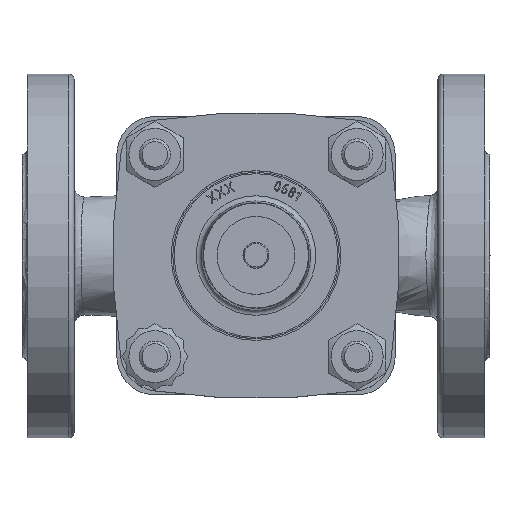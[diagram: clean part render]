
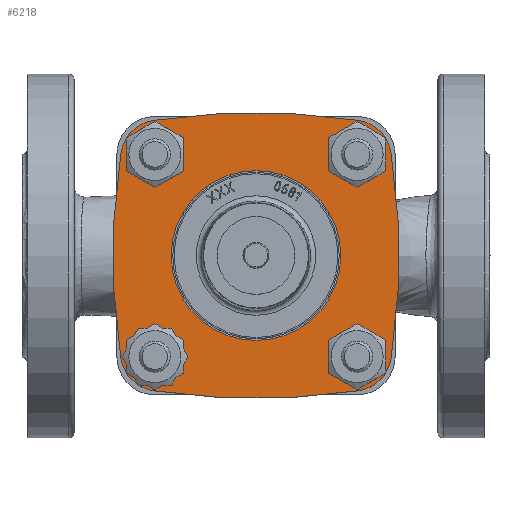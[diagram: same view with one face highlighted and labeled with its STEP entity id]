
A CAD part, top view. The second image highlights one B-rep face of the part: STEP entity #6218.
In plain terms, the highlighted planar face has unit normal (0, 0, 1).
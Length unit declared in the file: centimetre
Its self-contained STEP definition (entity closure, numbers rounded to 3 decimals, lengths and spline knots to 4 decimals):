
#1315=FACE_BOUND('',#1896,.T.);
#1316=FACE_BOUND('',#1897,.T.);
#1317=FACE_BOUND('',#1898,.T.);
#1318=FACE_BOUND('',#1899,.T.);
#1319=FACE_BOUND('',#1900,.T.);
#1495=FACE_OUTER_BOUND('',#1895,.T.);
#1895=EDGE_LOOP('',(#4204,#4205,#4206,#4207,#4208,#4209,#4210,#4211));
#1896=EDGE_LOOP('',(#4212));
#1897=EDGE_LOOP('',(#4213));
#1898=EDGE_LOOP('',(#4214));
#1899=EDGE_LOOP('',(#4215));
#1900=EDGE_LOOP('',(#4216));
#2412=CIRCLE('',#6625,1.5);
#2413=CIRCLE('',#6626,26.);
#2414=CIRCLE('',#6627,1.5);
#2415=CIRCLE('',#6628,26.);
#2416=CIRCLE('',#6629,1.5);
#2417=CIRCLE('',#6630,26.);
#2418=CIRCLE('',#6631,1.5);
#2419=CIRCLE('',#6632,26.);
#2420=CIRCLE('',#6633,1.);
#2421=CIRCLE('',#6634,1.);
#2422=CIRCLE('',#6635,1.);
#2423=CIRCLE('',#6636,1.);
#2424=CIRCLE('',#6637,3.265);
#2639=VERTEX_POINT('',#8414);
#2640=VERTEX_POINT('',#8415);
#2641=VERTEX_POINT('',#8417);
#2642=VERTEX_POINT('',#8419);
#2643=VERTEX_POINT('',#8421);
#2644=VERTEX_POINT('',#8423);
#2645=VERTEX_POINT('',#8425);
#2646=VERTEX_POINT('',#8427);
#2647=VERTEX_POINT('',#8430);
#2648=VERTEX_POINT('',#8432);
#2649=VERTEX_POINT('',#8434);
#2650=VERTEX_POINT('',#8436);
#2651=VERTEX_POINT('',#8438);
#3272=EDGE_CURVE('',#2639,#2640,#2412,.T.);
#3273=EDGE_CURVE('',#2641,#2639,#2413,.T.);
#3274=EDGE_CURVE('',#2642,#2641,#2414,.T.);
#3275=EDGE_CURVE('',#2643,#2642,#2415,.T.);
#3276=EDGE_CURVE('',#2644,#2643,#2416,.T.);
#3277=EDGE_CURVE('',#2645,#2644,#2417,.T.);
#3278=EDGE_CURVE('',#2646,#2645,#2418,.T.);
#3279=EDGE_CURVE('',#2640,#2646,#2419,.T.);
#3280=EDGE_CURVE('',#2647,#2647,#2420,.T.);
#3281=EDGE_CURVE('',#2648,#2648,#2421,.T.);
#3282=EDGE_CURVE('',#2649,#2649,#2422,.T.);
#3283=EDGE_CURVE('',#2650,#2650,#2423,.T.);
#3284=EDGE_CURVE('',#2651,#2651,#2424,.T.);
#4204=ORIENTED_EDGE('',*,*,#3272,.F.);
#4205=ORIENTED_EDGE('',*,*,#3273,.F.);
#4206=ORIENTED_EDGE('',*,*,#3274,.F.);
#4207=ORIENTED_EDGE('',*,*,#3275,.F.);
#4208=ORIENTED_EDGE('',*,*,#3276,.F.);
#4209=ORIENTED_EDGE('',*,*,#3277,.F.);
#4210=ORIENTED_EDGE('',*,*,#3278,.F.);
#4211=ORIENTED_EDGE('',*,*,#3279,.F.);
#4212=ORIENTED_EDGE('',*,*,#3280,.T.);
#4213=ORIENTED_EDGE('',*,*,#3281,.T.);
#4214=ORIENTED_EDGE('',*,*,#3282,.T.);
#4215=ORIENTED_EDGE('',*,*,#3283,.T.);
#4216=ORIENTED_EDGE('',*,*,#3284,.T.);
#6062=PLANE('',#6624);
#6218=ADVANCED_FACE('',(#1495,#1315,#1316,#1317,#1318,#1319),#6062,.F.);
#6624=AXIS2_PLACEMENT_3D('',#8413,#7116,#7117);
#6625=AXIS2_PLACEMENT_3D('',#8416,#7118,#7119);
#6626=AXIS2_PLACEMENT_3D('',#8418,#7120,#7121);
#6627=AXIS2_PLACEMENT_3D('',#8420,#7122,#7123);
#6628=AXIS2_PLACEMENT_3D('',#8422,#7124,#7125);
#6629=AXIS2_PLACEMENT_3D('',#8424,#7126,#7127);
#6630=AXIS2_PLACEMENT_3D('',#8426,#7128,#7129);
#6631=AXIS2_PLACEMENT_3D('',#8428,#7130,#7131);
#6632=AXIS2_PLACEMENT_3D('',#8429,#7132,#7133);
#6633=AXIS2_PLACEMENT_3D('',#8431,#7134,#7135);
#6634=AXIS2_PLACEMENT_3D('',#8433,#7136,#7137);
#6635=AXIS2_PLACEMENT_3D('',#8435,#7138,#7139);
#6636=AXIS2_PLACEMENT_3D('',#8437,#7140,#7141);
#6637=AXIS2_PLACEMENT_3D('',#8439,#7142,#7143);
#7116=DIRECTION('center_axis',(0.,0.,
-1.));
#7117=DIRECTION('ref_axis',(1.,0.,0.));
#7118=DIRECTION('center_axis',(0.,0.,
-1.));
#7119=DIRECTION('ref_axis',(1.,0.,0.));
#7120=DIRECTION('center_axis',(0.,0.,
-1.));
#7121=DIRECTION('ref_axis',(-1.,0.,0.));
#7122=DIRECTION('center_axis',(0.,0.,
-1.));
#7123=DIRECTION('ref_axis',(-1.,0.,0.));
#7124=DIRECTION('center_axis',(0.,0.,
-1.));
#7125=DIRECTION('ref_axis',(-1.,0.,0.));
#7126=DIRECTION('center_axis',(0.,0.,
-1.));
#7127=DIRECTION('ref_axis',(1.,0.,0.));
#7128=DIRECTION('center_axis',(0.,0.,
-1.));
#7129=DIRECTION('ref_axis',(1.,0.,0.));
#7130=DIRECTION('center_axis',(0.,0.,
-1.));
#7131=DIRECTION('ref_axis',(-1.,0.,0.));
#7132=DIRECTION('center_axis',(0.,0.,
-1.));
#7133=DIRECTION('ref_axis',(1.,0.,0.));
#7134=DIRECTION('center_axis',(0.,0.,
-1.));
#7135=DIRECTION('ref_axis',(0.,1.,0.));
#7136=DIRECTION('center_axis',(0.,0.,
-1.));
#7137=DIRECTION('ref_axis',(0.,1.,0.));
#7138=DIRECTION('center_axis',(0.,0.,
-1.));
#7139=DIRECTION('ref_axis',(0.,1.,0.));
#7140=DIRECTION('center_axis',(0.,0.,-1.));
#7141=DIRECTION('ref_axis',(-1.,0.,0.));
#7142=DIRECTION('center_axis',(0.,0.,
-1.));
#7143=DIRECTION('ref_axis',(1.,0.,0.));
#8413=CARTESIAN_POINT('Origin',(8.3918,-1.8582,2.1));
#8414=CARTESIAN_POINT('',(-3.944,-5.1991,2.1));
#8415=CARTESIAN_POINT('',(-5.1991,-3.944,2.1));
#8416=CARTESIAN_POINT('Origin',(-3.7165,-3.7165,2.1));
#8417=CARTESIAN_POINT('',(3.944,-5.1991,2.1));
#8418=CARTESIAN_POINT('Origin',(0.,20.5,2.1));
#8419=CARTESIAN_POINT('',(5.1991,-3.944,2.1));
#8420=CARTESIAN_POINT('Origin',(3.7165,-3.7165,2.1));
#8421=CARTESIAN_POINT('',(5.1991,3.944,2.1));
#8422=CARTESIAN_POINT('Origin',(-20.5,0.,
2.1));
#8423=CARTESIAN_POINT('',(3.944,5.1991,2.1));
#8424=CARTESIAN_POINT('Origin',(3.7165,3.7165,2.1));
#8425=CARTESIAN_POINT('',(-3.944,5.1991,2.1));
#8426=CARTESIAN_POINT('Origin',(0.,-20.5,
2.1));
#8427=CARTESIAN_POINT('',(-5.1991,3.944,2.1));
#8428=CARTESIAN_POINT('Origin',(-3.7165,3.7165,2.1));
#8429=CARTESIAN_POINT('Origin',(20.5,0.,2.1));
#8430=CARTESIAN_POINT('',(-3.8891,4.8891,2.1));
#8431=CARTESIAN_POINT('Origin',(-3.8891,3.8891,2.1));
#8432=CARTESIAN_POINT('',(3.8891,-2.8891,2.1));
#8433=CARTESIAN_POINT('Origin',(3.8891,-3.8891,2.1));
#8434=CARTESIAN_POINT('',(3.8891,4.8891,2.1));
#8435=CARTESIAN_POINT('Origin',(3.8891,3.8891,2.1));
#8436=CARTESIAN_POINT('',(-3.8891,-2.8891,2.1));
#8437=CARTESIAN_POINT('Origin',(-3.8891,-3.8891,2.1));
#8438=CARTESIAN_POINT('',(3.265,0.,2.1));
#8439=CARTESIAN_POINT('Origin',(0.,0.,
2.1));
